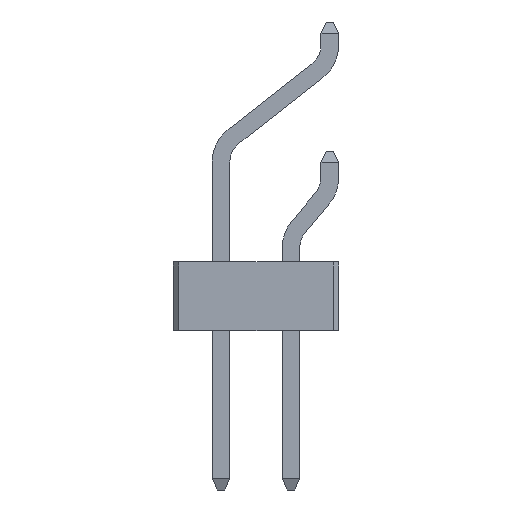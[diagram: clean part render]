
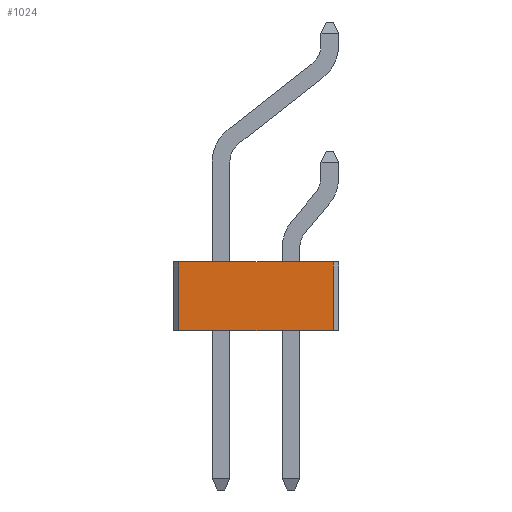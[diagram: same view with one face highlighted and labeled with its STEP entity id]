
A CAD part, left-side view. The second image highlights one B-rep face of the part: STEP entity #1024.
In plain terms, the highlighted planar face has unit normal (-1, 0, 0).
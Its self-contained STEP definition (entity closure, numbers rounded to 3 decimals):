
#123 = EDGE_CURVE ( 'NONE', #254, #1136, #2443, .T. ) ;
#134 = LINE ( 'NONE', #774, #1993 ) ;
#254 = VERTEX_POINT ( 'NONE', #2568 ) ;
#271 = AXIS2_PLACEMENT_3D ( 'NONE', #2219, #2847, #395 ) ;
#395 = DIRECTION ( 'NONE',  ( 0., 0., -1. ) ) ;
#460 = CARTESIAN_POINT ( 'NONE',  ( -1.27, 2.8, 0. ) ) ;
#528 = VERTEX_POINT ( 'NONE', #3683 ) ;
#722 = DIRECTION ( 'NONE',  ( 0., -1., 0. ) ) ;
#774 = CARTESIAN_POINT ( 'NONE',  ( -1.27, -2.8, 2.5 ) ) ;
#903 = EDGE_CURVE ( 'NONE', #2344, #528, #3658, .T. ) ;
#942 = CARTESIAN_POINT ( 'NONE',  ( -1.27, 2.8, 2.5 ) ) ;
#1024 = ADVANCED_FACE ( 'NONE', ( #2240 ), #1606, .F. ) ;
#1075 = VECTOR ( 'NONE', #2740, 1000. ) ;
#1117 = ORIENTED_EDGE ( 'NONE', *, *, #903, .T. ) ;
#1136 = VERTEX_POINT ( 'NONE', #2300 ) ;
#1217 = ORIENTED_EDGE ( 'NONE', *, *, #2216, .T. ) ;
#1325 = EDGE_LOOP ( 'NONE', ( #1117, #3029, #3570, #1217 ) ) ;
#1606 = PLANE ( 'NONE',  #271 ) ;
#1993 = VECTOR ( 'NONE', #3823, 1000. ) ;
#2119 = CARTESIAN_POINT ( 'NONE',  ( -1.27, 2.8, 0. ) ) ;
#2216 = EDGE_CURVE ( 'NONE', #254, #2344, #3379, .T. ) ;
#2219 = CARTESIAN_POINT ( 'NONE',  ( -1.27, 2.8, 2.5 ) ) ;
#2240 = FACE_OUTER_BOUND ( 'NONE', #1325, .T. ) ;
#2300 = CARTESIAN_POINT ( 'NONE',  ( -1.27, -2.8, 2.5 ) ) ;
#2344 = VERTEX_POINT ( 'NONE', #460 ) ;
#2443 = LINE ( 'NONE', #942, #2708 ) ;
#2482 = CARTESIAN_POINT ( 'NONE',  ( -1.27, 2.8, 2.5 ) ) ;
#2568 = CARTESIAN_POINT ( 'NONE',  ( -1.27, 2.8, 2.5 ) ) ;
#2678 = VECTOR ( 'NONE', #3003, 1000. ) ;
#2708 = VECTOR ( 'NONE', #722, 1000. ) ;
#2740 = DIRECTION ( 'NONE',  ( 0., 0., -1. ) ) ;
#2847 = DIRECTION ( 'NONE',  ( 1., 0., 0. ) ) ;
#3003 = DIRECTION ( 'NONE',  ( 0., -1., 0. ) ) ;
#3029 = ORIENTED_EDGE ( 'NONE', *, *, #3186, .F. ) ;
#3186 = EDGE_CURVE ( 'NONE', #1136, #528, #134, .T. ) ;
#3379 = LINE ( 'NONE', #2482, #1075 ) ;
#3570 = ORIENTED_EDGE ( 'NONE', *, *, #123, .F. ) ;
#3658 = LINE ( 'NONE', #2119, #2678 ) ;
#3683 = CARTESIAN_POINT ( 'NONE',  ( -1.27, -2.8, 0. ) ) ;
#3823 = DIRECTION ( 'NONE',  ( 0., 0., -1. ) ) ;
